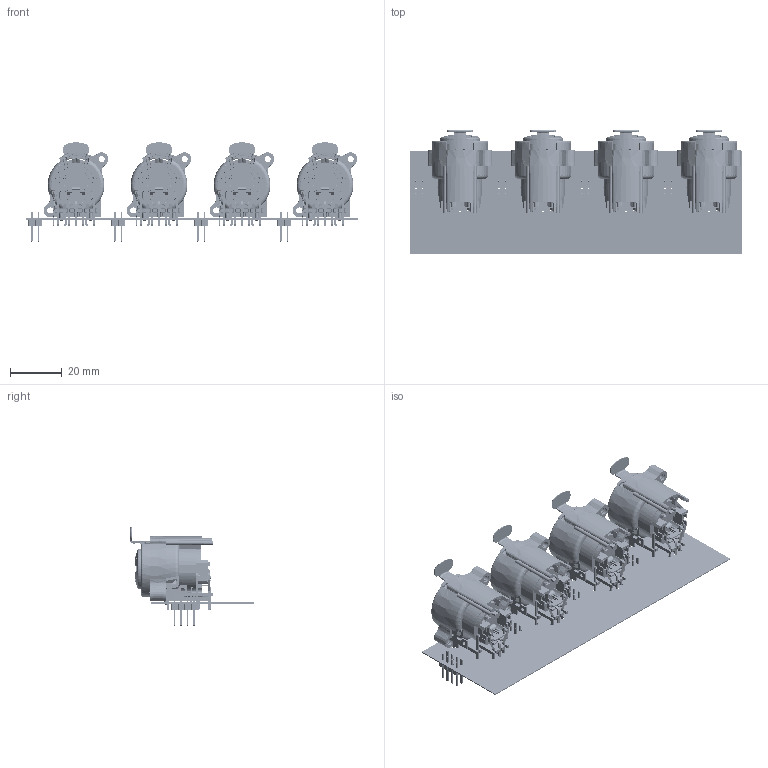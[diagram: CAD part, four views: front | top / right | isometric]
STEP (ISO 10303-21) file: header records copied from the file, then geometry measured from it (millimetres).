
FILE_DESCRIPTION(('Open CASCADE Model'),'2;1');
FILE_NAME('Open CASCADE Shape Model','2025-02-20T14:49:41',('Author'),( 'Open CASCADE'),'Open CASCADE STEP processor 7.5','Open CASCADE 7.5' ,'Unknown');
FILE_SCHEMA(('AUTOMOTIVE_DESIGN { 1 0 10303 214 1 1 1 1 }'));
Length unit declared in the file: millimetre
Products named in the file (12): PCB; Board; Open CASCADE STEP translator 7.5 2.1.1; Designator6; PLD-8; ïðÿìîé_øòûðü; ﲭ; Designator5; Designator4; Designator3; Free-Models; 3D Model NCJ6FA-H
Assembly tree (31 placements, depth 4):
  PCB
    Board
      Open CASCADE STEP translator 7.5 2.1.1
    Designator6
      PLD-8
        ïðÿìîé_øòûðü  x8
        ﲭ  x8
    Designator5
      PLD-8
        ïðÿìîé_øòûðü  x8
        ﲭ  x8
    Designator4
      PLD-8
        ïðÿìîé_øòûðü  x8
        ﲭ  x8
    Designator3
      PLD-8
        ïðÿìîé_øòûðü  x8
        ﲭ  x8
    Free-Models
      3D Model NCJ6FA-H  x4
Bounding box: 128 x 48.04 x 38.33 mm (x, y, z)
Volume: 32250.4 mm3; surface area: 40411.5 mm2
Topology: 69 solids, 73 shells, 8290 faces, 22052 edges, 13804 vertices
Faces by surface type: plane 5802, cylinder 1392, bspline 548, cone 308, sphere 128, torus 96, extrusion 16
Full cylindrical faces by diameter (mm): 1.1 x32, 1.3 x20, 1.8 x24
Entity records: 65591 total; most frequent: CARTESIAN_POINT 19756, ORIENTED_EDGE 10028, DIRECTION 8796, EDGE_CURVE 5014, VERTEX_POINT 3178, VECTOR 2992, LINE 2988, AXIS2_PLACEMENT_3D 2902
